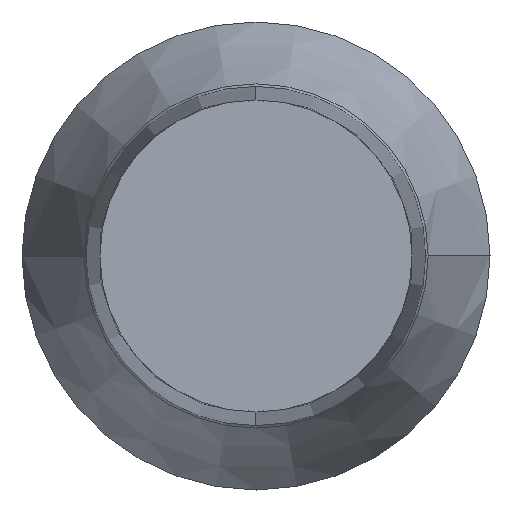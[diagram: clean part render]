
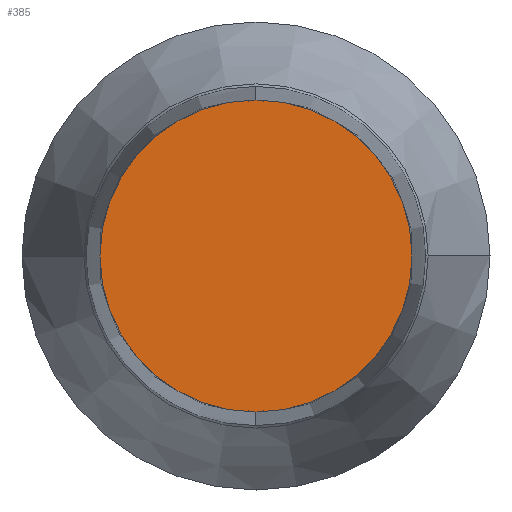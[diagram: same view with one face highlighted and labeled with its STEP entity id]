
A CAD part, front view. The second image highlights one B-rep face of the part: STEP entity #385.
In plain terms, the highlighted planar face has unit normal (0, -1, 0).
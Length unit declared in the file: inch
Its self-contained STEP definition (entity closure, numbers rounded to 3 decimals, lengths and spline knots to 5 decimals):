
#30 = DIRECTION ( 'NONE',  ( 0., 0., -1. ) ) ;
#58 = DIRECTION ( 'NONE',  ( 0., 0., -1. ) ) ;
#88 = CIRCLE ( 'NONE', #247, 0.0625 ) ;
#96 = DIRECTION ( 'NONE',  ( 0., -1., 0. ) ) ;
#113 = ORIENTED_EDGE ( 'NONE', *, *, #311, .T. ) ;
#122 = AXIS2_PLACEMENT_3D ( 'NONE', #332, #96, #237 ) ;
#135 = CARTESIAN_POINT ( 'NONE',  ( 0., 0., -0.0625 ) ) ;
#170 = EDGE_CURVE ( 'NONE', #274, #205, #317, .T. ) ;
#193 = CARTESIAN_POINT ( 'NONE',  ( 0., 0., 0. ) ) ;
#205 = VERTEX_POINT ( 'NONE', #135 ) ;
#218 = DIRECTION ( 'NONE',  ( 0., -1., 0. ) ) ;
#237 = DIRECTION ( 'NONE',  ( 0., 0., -1. ) ) ;
#247 = AXIS2_PLACEMENT_3D ( 'NONE', #456, #218, #30 ) ;
#274 = VERTEX_POINT ( 'NONE', #387 ) ;
#311 = EDGE_CURVE ( 'NONE', #205, #274, #88, .T. ) ;
#317 = CIRCLE ( 'NONE', #122, 0.0625 ) ;
#332 = CARTESIAN_POINT ( 'NONE',  ( 0., 0., 0. ) ) ;
#380 = ORIENTED_EDGE ( 'NONE', *, *, #170, .T. ) ;
#385 = ADVANCED_FACE ( 'NONE', ( #419 ), #421, .T. ) ;
#387 = CARTESIAN_POINT ( 'NONE',  ( 0., 0., 0.0625 ) ) ;
#391 = EDGE_LOOP ( 'NONE', ( #380, #113 ) ) ;
#407 = AXIS2_PLACEMENT_3D ( 'NONE', #193, #430, #58 ) ;
#419 = FACE_OUTER_BOUND ( 'NONE', #391, .T. ) ;
#421 = PLANE ( 'NONE',  #407 ) ;
#430 = DIRECTION ( 'NONE',  ( 0., -1., 0. ) ) ;
#456 = CARTESIAN_POINT ( 'NONE',  ( 0., 0., 0. ) ) ;
